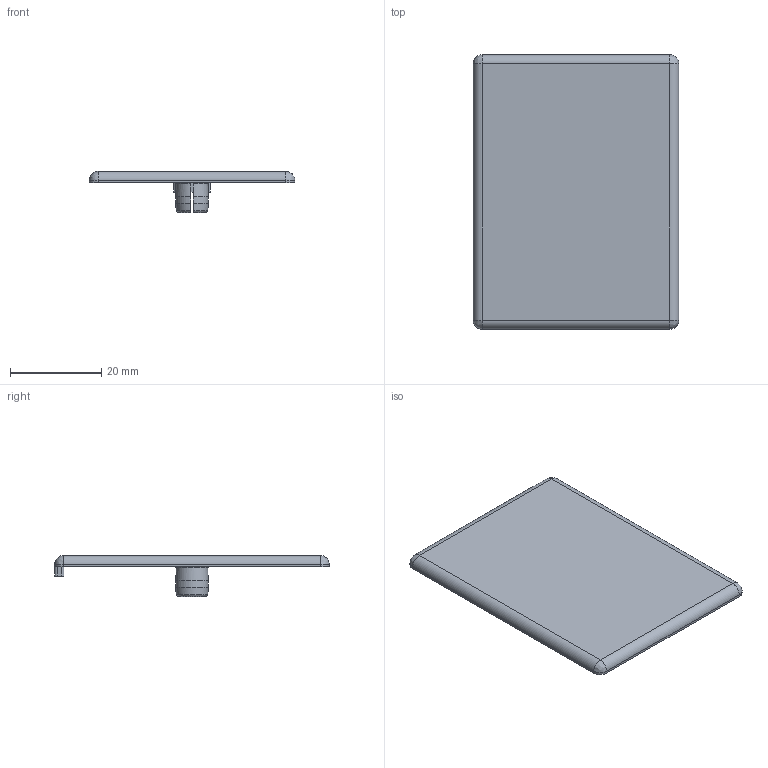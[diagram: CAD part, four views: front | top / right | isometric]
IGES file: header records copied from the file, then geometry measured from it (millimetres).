
Global section: file name: 224560-ZP; native system: Autodesk Inventor 2021; preprocessor: unknown; author: aluteckkpl_tw; date: 20221004.092115; units: millimetre
Bounding box: 45 x 60 x 8.99 mm (x, y, z)
Volume: 6776.8 mm3; surface area: 6011.9 mm2
Topology: 1 solids, 1 shells, 44 faces, 112 edges, 68 vertices
Faces by surface type: bspline 44
